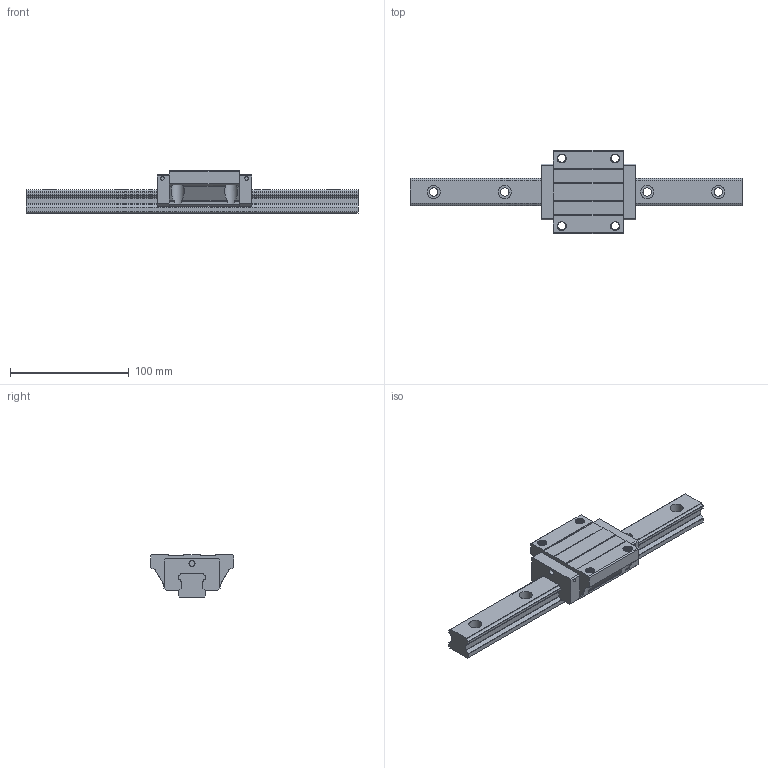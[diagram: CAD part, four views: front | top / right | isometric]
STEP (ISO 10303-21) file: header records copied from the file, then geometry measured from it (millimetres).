
FILE_DESCRIPTION(/* description */ (''),/* implementation_level */ '2;1');
FILE_NAME(/* name */ 'TRH25FN.stp',/* time_stamp */ '2012-09-20T17:49:49+08:00',/* author */ (''),/* organization */ (''),/* preprocessor_version */ 'ST-DEVELOPER v11',/* originating_system */ 'SIEMENS UGS NX 6.0',/* authorisation */ '');
FILE_SCHEMA (('CONFIG_CONTROL_DESIGN'));
Length unit declared in the file: millimetre
Products named in the file (1): darr5C22n717
Bounding box: 280 x 70 x 36 mm (x, y, z)
Volume: 212898.5 mm3; surface area: 49430.1 mm2
Topology: 2 solids, 2 shells, 187 faces, 532 edges, 360 vertices
Faces by surface type: plane 95, cylinder 79, bspline 8, cone 5
Full cylindrical faces by diameter (mm): 3 x4, 5.08 x2, 7 x5, 11 x5
Entity records: 15823 total; most frequent: CARTESIAN_POINT 11001, ORIENTED_EDGE 1012, DIRECTION 917, EDGE_CURVE 506, VERTEX_POINT 355, AXIS2_PLACEMENT_3D 331, LINE 255, VECTOR 255
